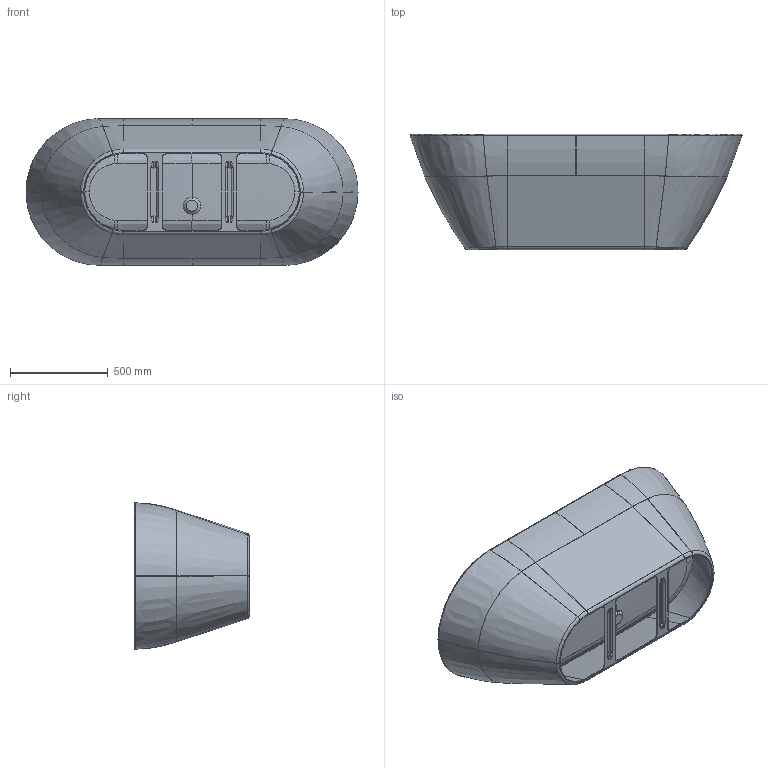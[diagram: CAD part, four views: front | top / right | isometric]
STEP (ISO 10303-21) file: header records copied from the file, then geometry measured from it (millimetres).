
FILE_DESCRIPTION((''),'2;1');
FILE_NAME('L-AND-F_170X75-O-FREEST15092022_ASM','2023-03-28T14:21:56',('GrootJ'),('Villeroy & Boch Wellness bv'),'CREO PARAMETRIC BY PTC INC, 2022414','CREO PARAMETRIC BY PTC INC, 2022414','');
FILE_SCHEMA(('AP242_MANAGED_MODEL_BASED_3D_ENGINEERING_MIM_LF { 1 0 10303 442 1 1 4 }'));
Products named in the file (11): L-AND-F_170X75_O_FREEST15092022; V4P2001-302_1; V4P2001-303_1; V4P2001-305_1; V4P2001-306_1; INSERT_M4_R1_1; V4P2001-304_ASM_1_ASM; AFVOERDOP_MANILLA_22072020; LOGO_L-AND-F170_26102022; EMBRACE-PANEEL170; L-AND-F_170X75-O-FREEST15092022_ASM
Assembly tree (12 placements, depth 3):
  L-AND-F_170X75-O-FREEST15092022_ASM
    L-AND-F_170X75_O_FREEST15092022
    V4P2001-304_ASM_1_ASM
      V4P2001-302_1
      V4P2001-303_1
      V4P2001-305_1
      V4P2001-306_1
      INSERT_M4_R1_1  x3
    AFVOERDOP_MANILLA_22072020
    LOGO_L-AND-F170_26102022
    EMBRACE-PANEEL170
Bounding box: 1700 x 590 x 750 mm (x, y, z)
Volume: 13212615.6 mm3; surface area: 9152962.2 mm2
Topology: 38 solids, 42 shells, 1867 faces, 4827 edges, 3136 vertices
Faces by surface type: plane 460, cylinder 456, bspline 452, extrusion 275, cone 101, torus 96, sphere 27
Entity records: 114287 total; most frequent: CARTESIAN_POINT 67390, ORIENTED_EDGE 8932, DIRECTION 6542, EDGE_CURVE 4479, VERTEX_POINT 2824, AXIS2_PLACEMENT_3D 2251, VECTOR 2040, B_SPLINE_CURVE_WITH_KNOTS 1931
